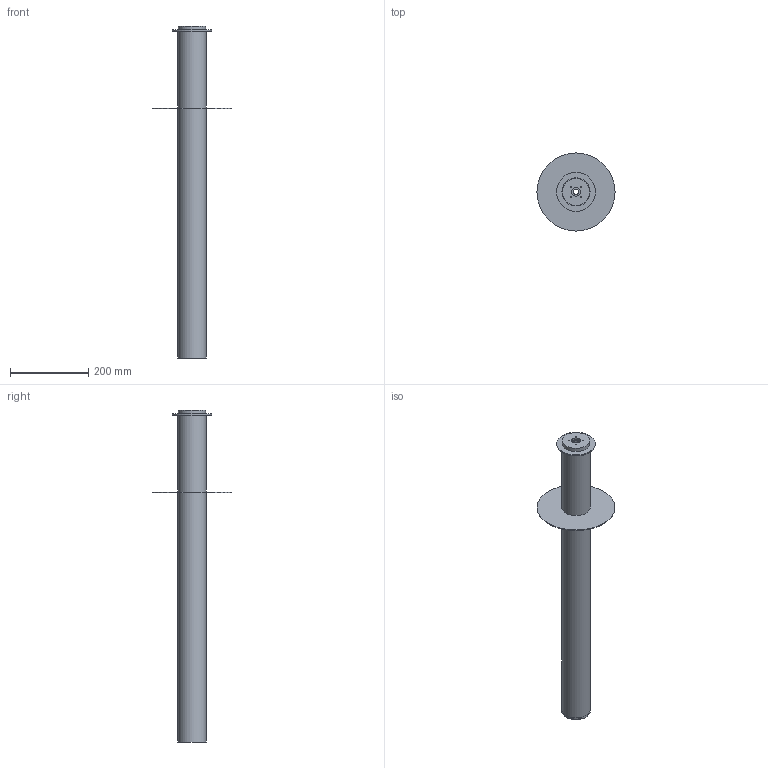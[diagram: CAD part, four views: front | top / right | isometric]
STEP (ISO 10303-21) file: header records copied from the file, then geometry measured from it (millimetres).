
FILE_DESCRIPTION(/* description */ (''),/* implementation_level */ '2;1');
FILE_NAME(/* name */ 'Component1.step',/* time_stamp */ '2023-12-15T18:03:58+05:30',/* author */ (''),/* organization */ (''),/* preprocessor_version */ 'ST-DEVELOPER v20',/* originating_system */ 'Autodesk Translation Framework v12.14.0.127',/* authorisation */ '');
FILE_SCHEMA (('AUTOMOTIVE_DESIGN { 1 0 10303 214 3 1 1 }'));
Length unit declared in the file: millimetre
Products named in the file (1): FusionComponent
Bounding box: 200 x 200 x 850 mm (x, y, z)
Volume: 662088 mm3; surface area: 437743.7 mm2
Topology: 1 solids, 1 shells, 28 faces, 50 edges, 32 vertices
Faces by surface type: cylinder 14, plane 10, cone 4
Full cylindrical faces by diameter (mm): 2.529 x4, 14 x1, 22 x1, 66 x1, 69 x1, 70 x2, 72 x2, 100 x1, 200 x1
Entity records: 714 total; most frequent: DIRECTION 132, CARTESIAN_POINT 107, ORIENTED_EDGE 92, AXIS2_PLACEMENT_3D 57, EDGE_CURVE 46, EDGE_LOOP 42, VERTEX_POINT 32, FACE_OUTER_BOUND 28
